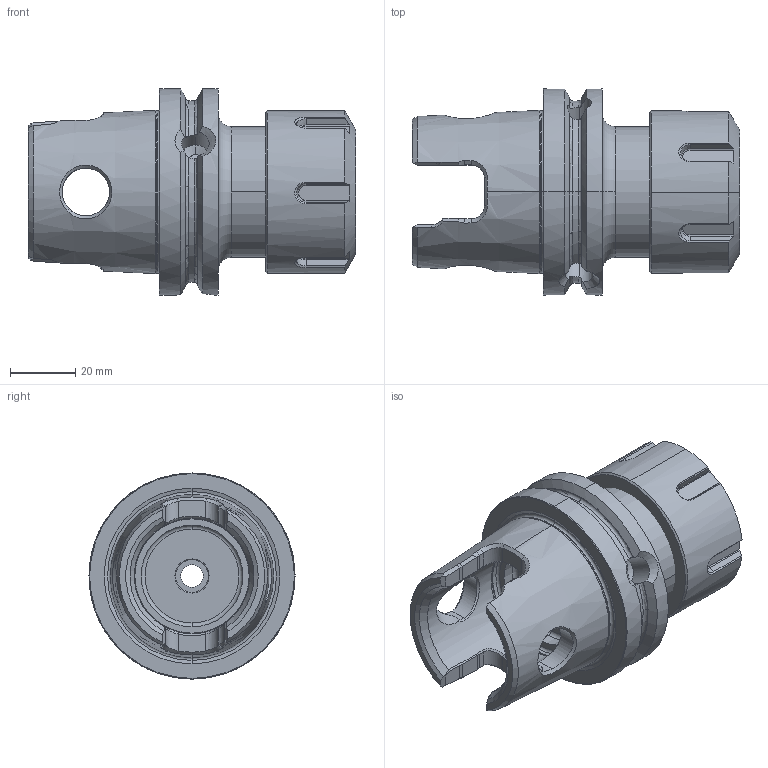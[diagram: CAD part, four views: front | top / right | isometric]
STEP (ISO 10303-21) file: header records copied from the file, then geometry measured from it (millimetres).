
FILE_DESCRIPTION (( 'STEP AP203' ), '1' );
FILE_NAME ('KY6.E32.K01.060.STEP', '2018-02-16T13:08:48', ( 'SWIAdmin' ), ( 'Hewlett-Packard Company' ), 'SwSTEP 2.0', 'SolidWorks 2017', '' );
FILE_SCHEMA (( 'CONFIG_CONTROL_DESIGN' ));
Length unit declared in the file: millimetre
Products named in the file (3): KY6.E32.K01.060; KY6-E32.K01.060_A; E32-ER1.002.027
Assembly tree (2 placements, depth 2):
  KY6.E32.K01.060
    KY6-E32.K01.060_A
    E32-ER1.002.027
Bounding box: 99.95 x 62.95 x 62.95 mm (x, y, z)
Volume: 119176.4 mm3; surface area: 36171.4 mm2
Topology: 2 solids, 2 shells, 317 faces, 792 edges, 489 vertices
Faces by surface type: plane 100, cylinder 70, cone 67, bspline 50, torus 30
Entity records: 12835 total; most frequent: CARTESIAN_POINT 5610, ORIENTED_EDGE 1584, DIRECTION 1232, EDGE_CURVE 792, AXIS2_PLACEMENT_3D 497, VERTEX_POINT 489, EDGE_LOOP 335, B_SPLINE_CURVE_WITH_KNOTS 329
